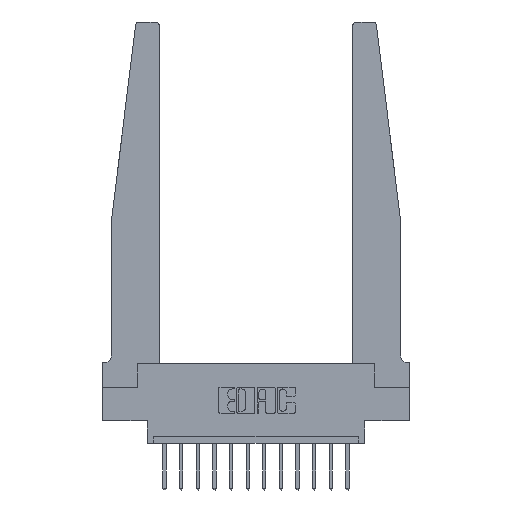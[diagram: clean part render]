
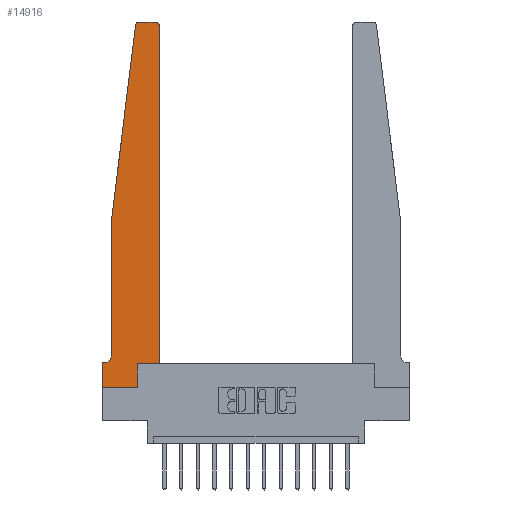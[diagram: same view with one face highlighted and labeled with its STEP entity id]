
A CAD part, top view. The second image highlights one B-rep face of the part: STEP entity #14916.
In plain terms, the highlighted planar face has unit normal (0, 0, 1).
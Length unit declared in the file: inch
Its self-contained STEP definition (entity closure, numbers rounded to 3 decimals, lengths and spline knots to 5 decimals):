
#3 = CARTESIAN_POINT ( 'NONE',  ( 0.2605, 0.18, 0.37 ) ) ;
#48 = LINE ( 'NONE', #7331, #9972 ) ;
#1004 = VERTEX_POINT ( 'NONE', #2747 ) ;
#1122 = AXIS2_PLACEMENT_3D ( 'NONE', #8168, #4428, #10636 ) ;
#1583 = ORIENTED_EDGE ( 'NONE', *, *, #3414, .T. ) ;
#1867 = VERTEX_POINT ( 'NONE', #11112 ) ;
#1922 = CIRCLE ( 'NONE', #1122, 0.05 ) ;
#1973 = CARTESIAN_POINT ( 'NONE',  ( 0.425, 0.18, 0.37 ) ) ;
#2043 = ORIENTED_EDGE ( 'NONE', *, *, #7594, .T. ) ;
#2163 = EDGE_CURVE ( 'NONE', #14159, #7267, #5500, .T. ) ;
#2369 = LINE ( 'NONE', #7025, #13712 ) ;
#2442 = ORIENTED_EDGE ( 'NONE', *, *, #10007, .T. ) ;
#2747 = CARTESIAN_POINT ( 'NONE',  ( 0.015, 0.1875, 0.37 ) ) ;
#2895 = CARTESIAN_POINT ( 'NONE',  ( 0.065, 1.25, 0.37 ) ) ;
#3058 = CARTESIAN_POINT ( 'NONE',  ( 0., 0., 0.37 ) ) ;
#3189 = AXIS2_PLACEMENT_3D ( 'NONE', #4188, #8024, #8135 ) ;
#3324 = ORIENTED_EDGE ( 'NONE', *, *, #4349, .T. ) ;
#3381 = DIRECTION ( 'NONE',  ( 1., 0., 0. ) ) ;
#3414 = EDGE_CURVE ( 'NONE', #11137, #14159, #13087, .T. ) ;
#3615 = LINE ( 'NONE', #3058, #12995 ) ;
#3934 = DIRECTION ( 'NONE',  ( 0., 1., 0. ) ) ;
#4132 = VERTEX_POINT ( 'NONE', #11096 ) ;
#4142 = DIRECTION ( 'NONE',  ( -0.122, -0.992, 0. ) ) ;
#4188 = CARTESIAN_POINT ( 'NONE',  ( 0.27653, 2.72, 0.37 ) ) ;
#4326 = ORIENTED_EDGE ( 'NONE', *, *, #11298, .T. ) ;
#4349 = EDGE_CURVE ( 'NONE', #6873, #10751, #8657, .T. ) ;
#4428 = DIRECTION ( 'NONE',  ( 0., 0., -1. ) ) ;
#4537 = DIRECTION ( 'NONE',  ( 1., 0., 0. ) ) ;
#4711 = DIRECTION ( 'NONE',  ( 0., -1., 0. ) ) ;
#4715 = VERTEX_POINT ( 'NONE', #15959 ) ;
#4779 = CARTESIAN_POINT ( 'NONE',  ( 0.2605, 0.18, 0.37 ) ) ;
#4843 = ORIENTED_EDGE ( 'NONE', *, *, #5255, .T. ) ;
#4885 = AXIS2_PLACEMENT_3D ( 'NONE', #6284, #15143, #12767 ) ;
#4913 = CARTESIAN_POINT ( 'NONE',  ( 0.065, 1.25, 0.37 ) ) ;
#4993 = EDGE_LOOP ( 'NONE', ( #1583, #15881, #13194, #3324, #2043, #4843, #15666, #2442, #11088, #8812, #4326, #5560 ) ) ;
#5255 = EDGE_CURVE ( 'NONE', #1004, #1867, #8611, .T. ) ;
#5262 = CIRCLE ( 'NONE', #4885, 0.03 ) ;
#5456 = VECTOR ( 'NONE', #11435, 39.37008 ) ;
#5500 = CIRCLE ( 'NONE', #3189, 0.03 ) ;
#5560 = ORIENTED_EDGE ( 'NONE', *, *, #6663, .T. ) ;
#5772 = CARTESIAN_POINT ( 'NONE',  ( 0., 0., 0.37 ) ) ;
#6284 = CARTESIAN_POINT ( 'NONE',  ( 0.395, 2.72, 0.37 ) ) ;
#6561 = LINE ( 'NONE', #3, #11746 ) ;
#6663 = EDGE_CURVE ( 'NONE', #4715, #11137, #5262, .T. ) ;
#6873 = VERTEX_POINT ( 'NONE', #4913 ) ;
#7025 = CARTESIAN_POINT ( 'NONE',  ( 0.425, 0.18, 0.37 ) ) ;
#7267 = VERTEX_POINT ( 'NONE', #14619 ) ;
#7331 = CARTESIAN_POINT ( 'NONE',  ( 0.425, 0.18, 0.37 ) ) ;
#7594 = EDGE_CURVE ( 'NONE', #10751, #1004, #1922, .T. ) ;
#7763 = CARTESIAN_POINT ( 'NONE',  ( 0.395, 2.75, 0.37 ) ) ;
#8024 = DIRECTION ( 'NONE',  ( 0., 0., 1. ) ) ;
#8030 = CARTESIAN_POINT ( 'NONE',  ( 0.25, 2.75, 0.37 ) ) ;
#8135 = DIRECTION ( 'NONE',  ( 1., 0., 0. ) ) ;
#8168 = CARTESIAN_POINT ( 'NONE',  ( 0.015, 0.2375, 0.37 ) ) ;
#8357 = EDGE_CURVE ( 'NONE', #1867, #15484, #9648, .T. ) ;
#8537 = CARTESIAN_POINT ( 'NONE',  ( 0.065, 0.2375, 0.37 ) ) ;
#8611 = LINE ( 'NONE', #16325, #15756 ) ;
#8657 = LINE ( 'NONE', #9955, #5456 ) ;
#8812 = ORIENTED_EDGE ( 'NONE', *, *, #9904, .T. ) ;
#9648 = LINE ( 'NONE', #13753, #15765 ) ;
#9683 = VECTOR ( 'NONE', #10663, 39.37008 ) ;
#9769 = FACE_OUTER_BOUND ( 'NONE', #4993, .T. ) ;
#9810 = AXIS2_PLACEMENT_3D ( 'NONE', #13501, #14579, #3381 ) ;
#9904 = EDGE_CURVE ( 'NONE', #11382, #15438, #48, .T. ) ;
#9955 = CARTESIAN_POINT ( 'NONE',  ( 0.065, 1.25, 0.37 ) ) ;
#9972 = VECTOR ( 'NONE', #4537, 39.37008 ) ;
#10007 = EDGE_CURVE ( 'NONE', #15484, #4132, #3615, .T. ) ;
#10375 = VECTOR ( 'NONE', #4142, 39.37008 ) ;
#10403 = CARTESIAN_POINT ( 'NONE',  ( 0.27653, 2.75, 0.37 ) ) ;
#10636 = DIRECTION ( 'NONE',  ( -1., 0., 0. ) ) ;
#10663 = DIRECTION ( 'NONE',  ( -1., 0., 0. ) ) ;
#10751 = VERTEX_POINT ( 'NONE', #8537 ) ;
#11088 = ORIENTED_EDGE ( 'NONE', *, *, #16306, .T. ) ;
#11096 = CARTESIAN_POINT ( 'NONE',  ( 0.2605, 0., 0.37 ) ) ;
#11112 = CARTESIAN_POINT ( 'NONE',  ( 0., 0.1875, 0.37 ) ) ;
#11137 = VERTEX_POINT ( 'NONE', #7763 ) ;
#11298 = EDGE_CURVE ( 'NONE', #15438, #4715, #2369, .T. ) ;
#11382 = VERTEX_POINT ( 'NONE', #4779 ) ;
#11435 = DIRECTION ( 'NONE',  ( 0., -1., 0. ) ) ;
#11450 = DIRECTION ( 'NONE',  ( -1., 0., 0. ) ) ;
#11746 = VECTOR ( 'NONE', #3934, 39.37008 ) ;
#12246 = DIRECTION ( 'NONE',  ( 0., 1., 0. ) ) ;
#12767 = DIRECTION ( 'NONE',  ( 1., 0., 0. ) ) ;
#12995 = VECTOR ( 'NONE', #14434, 39.37008 ) ;
#13087 = LINE ( 'NONE', #8030, #9683 ) ;
#13194 = ORIENTED_EDGE ( 'NONE', *, *, #14797, .T. ) ;
#13501 = CARTESIAN_POINT ( 'NONE',  ( 0., 0.1875, 0.37 ) ) ;
#13712 = VECTOR ( 'NONE', #12246, 39.37008 ) ;
#13753 = CARTESIAN_POINT ( 'NONE',  ( 0., 0., 0.37 ) ) ;
#14159 = VERTEX_POINT ( 'NONE', #10403 ) ;
#14434 = DIRECTION ( 'NONE',  ( 1., 0., 0. ) ) ;
#14579 = DIRECTION ( 'NONE',  ( 0., 0., 1. ) ) ;
#14619 = CARTESIAN_POINT ( 'NONE',  ( 0.24675, 2.72367, 0.37 ) ) ;
#14797 = EDGE_CURVE ( 'NONE', #7267, #6873, #15076, .T. ) ;
#14916 = ADVANCED_FACE ( 'NONE', ( #9769 ), #16049, .T. ) ;
#15076 = LINE ( 'NONE', #2895, #10375 ) ;
#15143 = DIRECTION ( 'NONE',  ( 0., 0., 1. ) ) ;
#15438 = VERTEX_POINT ( 'NONE', #1973 ) ;
#15484 = VERTEX_POINT ( 'NONE', #5772 ) ;
#15666 = ORIENTED_EDGE ( 'NONE', *, *, #8357, .T. ) ;
#15756 = VECTOR ( 'NONE', #11450, 39.37008 ) ;
#15765 = VECTOR ( 'NONE', #4711, 39.37008 ) ;
#15881 = ORIENTED_EDGE ( 'NONE', *, *, #2163, .T. ) ;
#15959 = CARTESIAN_POINT ( 'NONE',  ( 0.425, 2.72, 0.37 ) ) ;
#16049 = PLANE ( 'NONE',  #9810 ) ;
#16306 = EDGE_CURVE ( 'NONE', #4132, #11382, #6561, .T. ) ;
#16325 = CARTESIAN_POINT ( 'NONE',  ( 0.065, 0.1875, 0.37 ) ) ;
